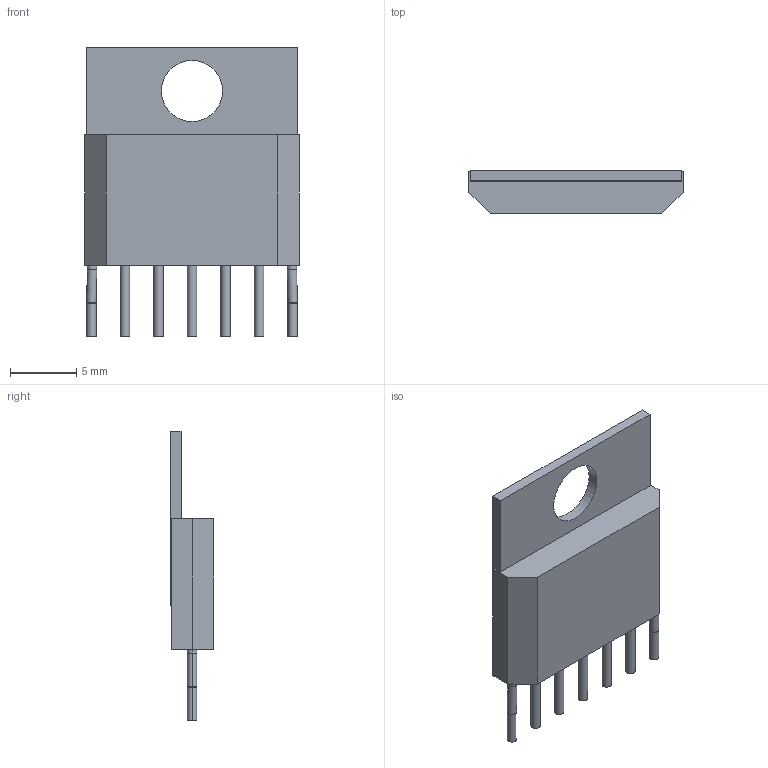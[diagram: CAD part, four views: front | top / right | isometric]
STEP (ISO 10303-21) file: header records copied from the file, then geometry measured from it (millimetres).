
FILE_DESCRIPTION(('STEP AP214'),'1');
FILE_NAME('HSIP7_TOS','2022-02-27T09:46:44',(''),(''),'','','');
FILE_SCHEMA(('AUTOMOTIVE_DESIGN'));
Length unit declared in the file: millimetre
Products named in the file (1): product
Bounding box: 16.21 x 3.3 x 21.89 mm (x, y, z)
Volume: 585.3 mm3; surface area: 951.8 mm2
Topology: 9 solids, 9 shells, 61 faces, 111 edges, 68 vertices
Faces by surface type: plane 34, cylinder 19, torus 8
Full cylindrical faces by diameter (mm): 0.711 x5
Entity records: 1513 total; most frequent: DIRECTION 286, ORIENTED_EDGE 212, CARTESIAN_POINT 163, AXIS2_PLACEMENT_3D 113, EDGE_CURVE 106, EDGE_LOOP 68, VERTEX_POINT 68, ADVANCED_FACE 61
